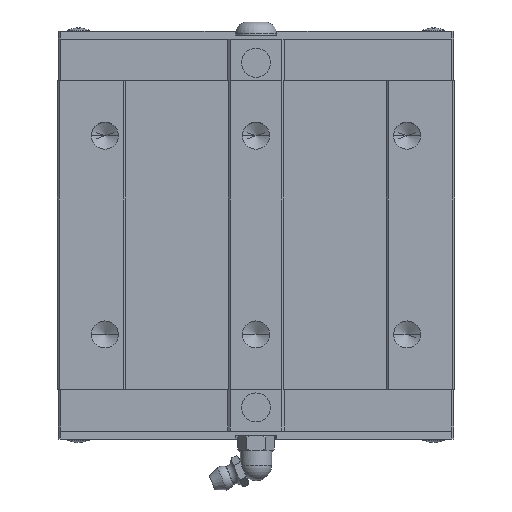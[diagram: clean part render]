
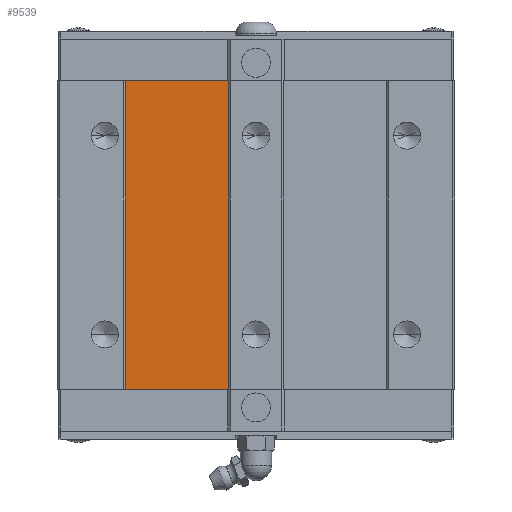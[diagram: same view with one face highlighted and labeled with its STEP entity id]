
A CAD part, top view. The second image highlights one B-rep face of the part: STEP entity #9539.
In plain terms, the highlighted planar face has unit normal (0, 0, 1).
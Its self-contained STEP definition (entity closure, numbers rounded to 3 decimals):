
#4921=EDGE_CURVE('',#7407,#9121,#12100,.T.);
#5341=EDGE_CURVE('',#9573,#9121,#12559,.T.);
#6285=EDGE_CURVE('',#9573,#9575,#13604,.T.);
#7407=VERTEX_POINT('',#14828);
#7569=EDGE_CURVE('',#7407,#9575,#15004,.T.);
#9121=VERTEX_POINT('',#16705);
#9539=ADVANCED_FACE('',(#17164),#17165,.F.);
#9573=VERTEX_POINT('',#17201);
#9575=VERTEX_POINT('',#17203);
#12100=LINE('',#20697,#20698);
#12559=LINE('',#21371,#21372);
#13604=LINE('',#22900,#22901);
#14828=CARTESIAN_POINT('',(-7.0,12.5,34.5));
#15004=LINE('',#25041,#25042);
#16705=CARTESIAN_POINT('',(-7.0,90.1,34.5));
#17164=FACE_OUTER_BOUND('',#28418,.T.);
#17165=PLANE('',#28419);
#17201=CARTESIAN_POINT('',(-32.75,90.1,34.5));
#17203=CARTESIAN_POINT('',(-32.75,12.5,34.5));
#20697=CARTESIAN_POINT('',(-7.0,109.5,34.5));
#20698=VECTOR('',#31987,1.0);
#21371=CARTESIAN_POINT('',(16.375,90.1,34.5));
#21372=VECTOR('',#32436,1.0);
#22900=CARTESIAN_POINT('',(-32.75,128.9,34.5));
#22901=VECTOR('',#33579,1.0);
#25041=CARTESIAN_POINT('',(16.375,12.5,34.5));
#25042=VECTOR('',#35023,1.0);
#28418=EDGE_LOOP('',(#37290,#37291,#37292,#37293));
#28419=AXIS2_PLACEMENT_3D('',#37294,#37295,#37296);
#31987=DIRECTION('',(0.0,1.0,0.0));
#32436=DIRECTION('',(1.0,0.0,0.0));
#33579=DIRECTION('',(0.0,-1.0,0.0));
#35023=DIRECTION('',(-1.0,-0.0,-0.0));
#37290=ORIENTED_EDGE('',*,*,#4921,.T.);
#37291=ORIENTED_EDGE('',*,*,#5341,.F.);
#37292=ORIENTED_EDGE('',*,*,#6285,.T.);
#37293=ORIENTED_EDGE('',*,*,#7569,.F.);
#37294=CARTESIAN_POINT('',(32.75,128.9,34.5));
#37295=DIRECTION('',(0.0,0.0,-1.0));
#37296=DIRECTION('',(1.0,0.0,0.0));
